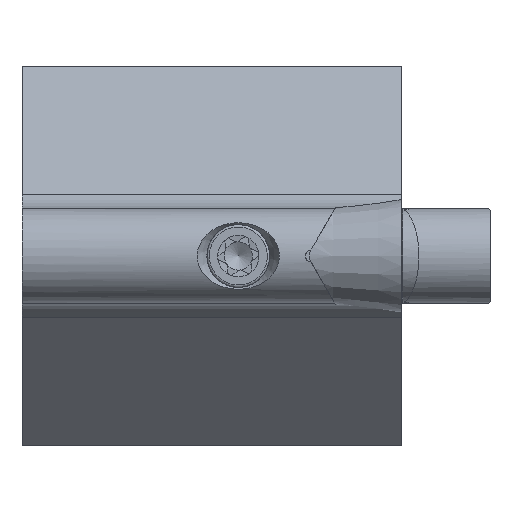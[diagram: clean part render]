
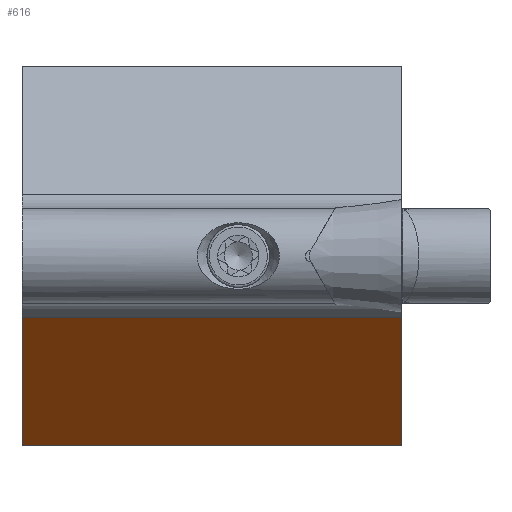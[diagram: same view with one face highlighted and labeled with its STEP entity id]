
A CAD part, left-side view. The second image highlights one B-rep face of the part: STEP entity #616.
In plain terms, the highlighted planar face has unit normal (-0.707, 0, -0.707).
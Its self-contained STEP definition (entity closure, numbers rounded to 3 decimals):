
#128=LINE('',#2563,#287);
#131=LINE('',#2572,#290);
#139=LINE('',#2590,#298);
#164=LINE('',#2762,#323);
#287=VECTOR('',#2059,1.);
#290=VECTOR('',#2066,1.);
#298=VECTOR('',#2082,1.);
#323=VECTOR('',#2129,1.);
#443=PLANE('',#1874);
#515=FACE_OUTER_BOUND('',#765,.T.);
#616=ADVANCED_FACE('',(#515),#443,.F.);
#765=EDGE_LOOP('',(#962,#963,#964,#965));
#962=ORIENTED_EDGE('',*,*,#1563,.F.);
#963=ORIENTED_EDGE('',*,*,#1607,.T.);
#964=ORIENTED_EDGE('',*,*,#1573,.F.);
#965=ORIENTED_EDGE('',*,*,#1559,.F.);
#1392=VERTEX_POINT('',#2561);
#1394=VERTEX_POINT('',#2564);
#1397=VERTEX_POINT('',#2571);
#1404=VERTEX_POINT('',#2591);
#1559=EDGE_CURVE('',#1392,#1394,#128,.T.);
#1563=EDGE_CURVE('',#1397,#1392,#131,.T.);
#1573=EDGE_CURVE('',#1394,#1404,#139,.T.);
#1607=EDGE_CURVE('',#1397,#1404,#164,.T.);
#1874=AXIS2_PLACEMENT_3D('',#2763,#2130,#2131);
#2059=DIRECTION('',(0.,1.,0.));
#2066=DIRECTION('',(0.707,0.,-0.707));
#2082=DIRECTION('',(-0.707,0.,0.707));
#2129=DIRECTION('',(0.,1.,0.));
#2130=DIRECTION('',(0.707,0.,0.707));
#2131=DIRECTION('',(0.707,0.,-0.707));
#2561=CARTESIAN_POINT('',(41.,0.,-16.));
#2563=CARTESIAN_POINT('',(41.,32.,-16.));
#2564=CARTESIAN_POINT('',(41.,32.,-16.));
#2571=CARTESIAN_POINT('',(30.172,0.,-5.172));
#2572=CARTESIAN_POINT('',(41.,0.,-16.));
#2590=CARTESIAN_POINT('',(41.,32.,-16.));
#2591=CARTESIAN_POINT('',(30.172,32.,-5.172));
#2762=CARTESIAN_POINT('',(30.172,32.,-5.172));
#2763=CARTESIAN_POINT('',(41.,32.,-16.));
